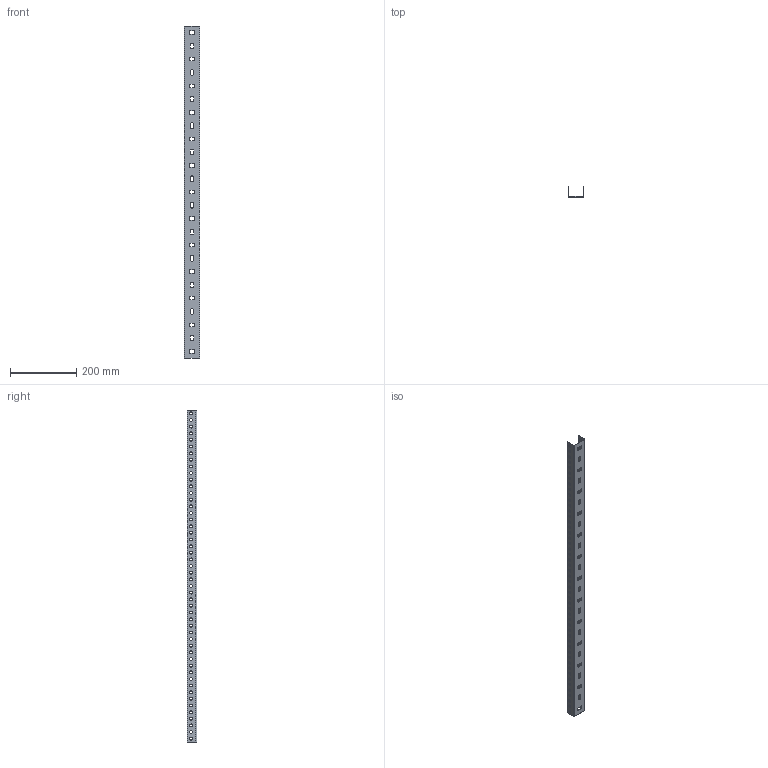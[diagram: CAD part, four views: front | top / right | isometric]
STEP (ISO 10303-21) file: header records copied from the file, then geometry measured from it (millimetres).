
FILE_DESCRIPTION (( 'STEP AP203' ), '1' );
FILE_NAME ('Ïðîôèëü BPL-29_BPL2910.STEP', '2012-11-16T11:02:01', ( 'Àñååâ' ), ( '' ), 'SwSTEP 2.0', 'SolidWorks 2012', '' );
FILE_SCHEMA (( 'CONFIG_CONTROL_DESIGN' ));
Length unit declared in the file: millimetre
Products named in the file (1): Ïðîôèëü BPL-29_BPL2910
Bounding box: 48 x 29 x 1000 mm (x, y, z)
Volume: 137495.2 mm3; surface area: 192488.6 mm2
Topology: 1 solids, 1 shells, 222 faces, 694 edges, 474 vertices
Faces by surface type: cylinder 154, plane 68
Full cylindrical faces by diameter (mm): 8.5 x100
Entity records: 7525 total; most frequent: DIRECTION 1298, CARTESIAN_POINT 1191, ORIENTED_EDGE 1088, EDGE_LOOP 572, EDGE_CURVE 544, AXIS2_PLACEMENT_3D 531, VERTEX_POINT 424, FACE_OUTER_BOUND 322
